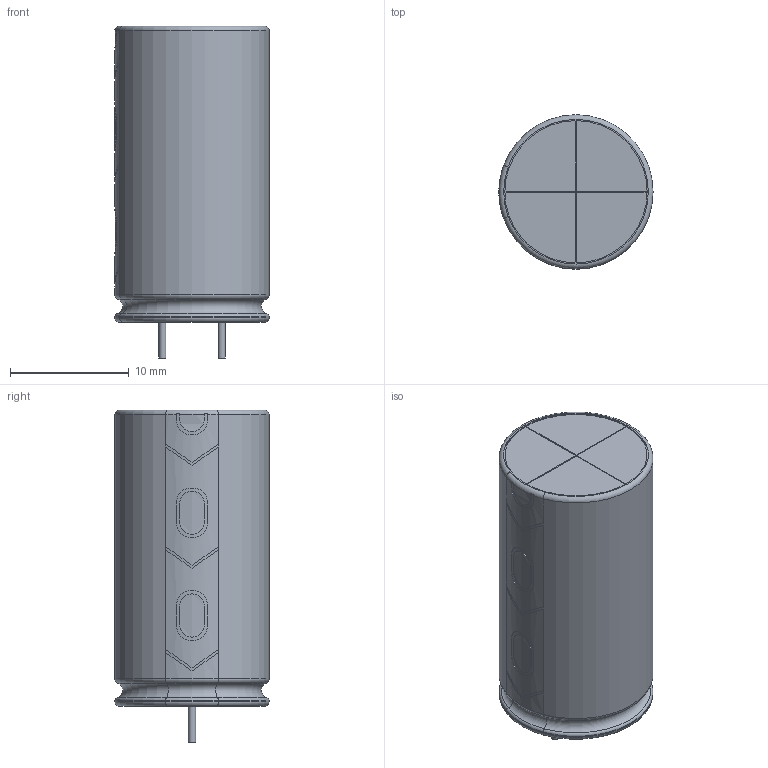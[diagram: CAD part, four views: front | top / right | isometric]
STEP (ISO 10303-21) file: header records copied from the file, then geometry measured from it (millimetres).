
FILE_DESCRIPTION(('STEP AP214'), '1');
FILE_NAME('El_Cap_VT', '', ('UNSPECIFIED'), ('UNSPECIFIED'), 'ASCON STEP Converter 1.6', 'ASCON Math Kernel', '');
FILE_SCHEMA(('AUTOMOTIVE_DESIGN { 1 0 10303 214 3 1 1}'));
Length unit declared in the file: millimetre
Bounding box: 13 x 13 x 28 mm (x, y, z)
Volume: 3270.5 mm3; surface area: 1310.6 mm2
Topology: 1 solids, 1 shells, 119 faces, 330 edges, 220 vertices
Faces by surface type: plane 69, cylinder 40, torus 10
Full cylindrical faces by diameter (mm): 0.6 x2, 10.4 x1, 12 x1
Entity records: 5480 total; most frequent: CARTESIAN_POINT 1574, ORIENTED_EDGE 652, DIRECTION 558, EDGE_CURVE 326, VERTEX_POINT 220, AXIS2_PLACEMENT_3D 192, LINE 174, VECTOR 174
